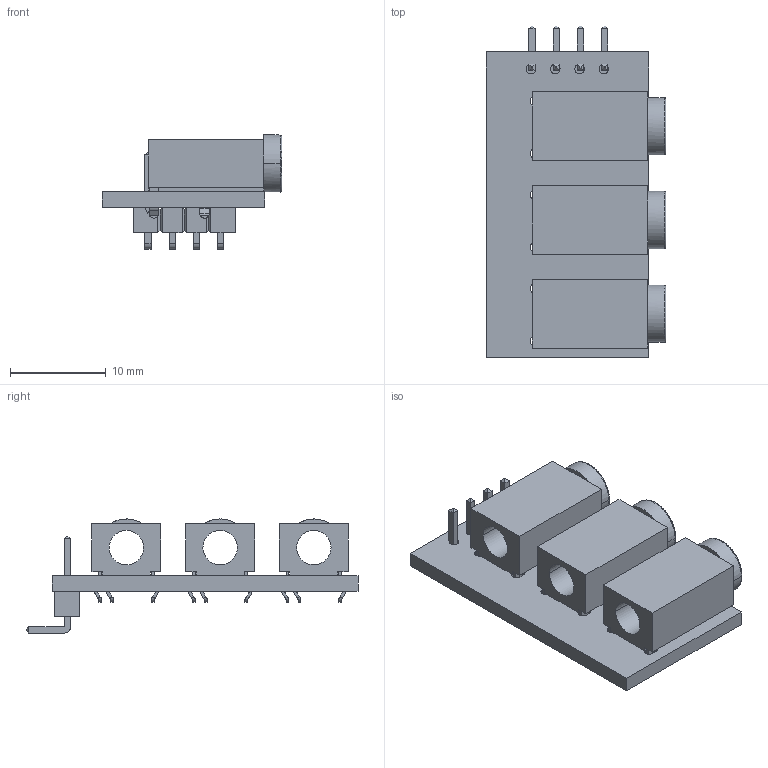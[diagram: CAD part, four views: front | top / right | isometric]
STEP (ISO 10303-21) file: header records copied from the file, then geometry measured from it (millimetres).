
FILE_DESCRIPTION(('KiCad electronic assembly'),'2;1');
FILE_NAME('OSM_env01.step','2022-09-01T11:16:22',('Pcbnew'),('Kicad'), 'Open CASCADE STEP processor 7.5','KiCad to STEP converter','Unknown' );
FILE_SCHEMA(('AUTOMOTIVE_DESIGN { 1 0 10303 214 1 1 1 1 }'));
Length unit declared in the file: millimetre
Products named in the file (6): OSM_env01 1; STX-3000_rD3_3pole_3.5mm_jack; SOLID; M20-9750446; COMPOUND; OSM_env01 PCB
Assembly tree (7 placements, depth 3):
  OSM_env01 1
    STX-3000_rD3_3pole_3.5mm_jack  x3
      SOLID
    M20-9750446
      COMPOUND
    OSM_env01 PCB
Bounding box: 18.82 x 34.72 x 11.93 mm (x, y, z)
Volume: 2053 mm3; surface area: 3337.2 mm2
Topology: 9 solids, 9 shells, 421 faces, 1096 edges, 696 vertices
Faces by surface type: bspline 369, cylinder 28, plane 24
Full cylindrical faces by diameter (mm): 0.991 x6, 1 x4
Entity records: 15151 total; most frequent: CARTESIAN_POINT 5473, ORIENTED_EDGE 1260, PCURVE 1260, DEFINITIONAL_REPRESENTATION 1260, B_SPLINE_CURVE_WITH_KNOTS 1260, EDGE_CURVE 630, DIRECTION 626, SURFACE_CURVE 618
